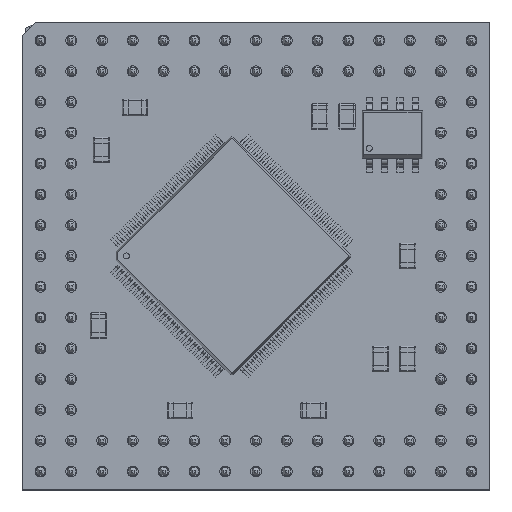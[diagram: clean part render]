
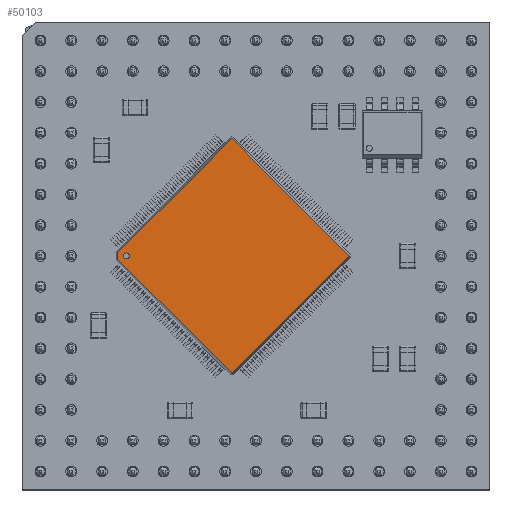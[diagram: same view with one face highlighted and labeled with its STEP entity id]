
A CAD part, top view. The second image highlights one B-rep face of the part: STEP entity #50103.
In plain terms, the highlighted planar face has unit normal (0, 0, 1).
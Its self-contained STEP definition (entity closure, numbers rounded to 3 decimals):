
#49395 = VERTEX_POINT('',#49396);
#49396 = CARTESIAN_POINT('',(-6.396,6.146,1.7));
#49402 = EDGE_CURVE('',#49395,#49403,#49405,.T.);
#49403 = VERTEX_POINT('',#49404);
#49404 = CARTESIAN_POINT('',(-5.896,6.146,1.7));
#49405 = CIRCLE('',#49406,0.25);
#49406 = AXIS2_PLACEMENT_3D('',#49407,#49408,#49409);
#49407 = CARTESIAN_POINT('',(-6.146,6.146,1.7));
#49408 = DIRECTION('',(0.,0.,-1.));
#49409 = DIRECTION('',(1.,0.,0.));
#49425 = EDGE_CURVE('',#49403,#49395,#49426,.T.);
#49426 = CIRCLE('',#49427,0.25);
#49427 = AXIS2_PLACEMENT_3D('',#49428,#49429,#49430);
#49428 = CARTESIAN_POINT('',(-6.146,6.146,1.7));
#49429 = DIRECTION('',(0.,0.,-1.));
#49430 = DIRECTION('',(1.,0.,0.));
#49837 = VERTEX_POINT('',#49838);
#49838 = CARTESIAN_POINT('',(-6.853,-6.8,1.7));
#49844 = EDGE_CURVE('',#49837,#49845,#49847,.T.);
#49845 = VERTEX_POINT('',#49846);
#49846 = CARTESIAN_POINT('',(-6.853,6.439,1.7));
#49847 = LINE('',#49848,#49849);
#49848 = CARTESIAN_POINT('',(-6.853,-6.8,1.7));
#49849 = VECTOR('',#49850,1.);
#49850 = DIRECTION('',(0.,1.,0.));
#49874 = EDGE_CURVE('',#49845,#49875,#49877,.T.);
#49875 = VERTEX_POINT('',#49876);
#49876 = CARTESIAN_POINT('',(-6.439,6.853,1.7));
#49877 = LINE('',#49878,#49879);
#49878 = CARTESIAN_POINT('',(-6.853,6.439,1.7));
#49879 = VECTOR('',#49880,1.);
#49880 = DIRECTION('',(0.707,0.707,0.));
#49906 = VERTEX_POINT('',#49907);
#49907 = CARTESIAN_POINT('',(-6.8,-6.853,1.7));
#49913 = EDGE_CURVE('',#49906,#49837,#49914,.T.);
#49914 = CIRCLE('',#49915,0.053);
#49915 = AXIS2_PLACEMENT_3D('',#49916,#49917,#49918);
#49916 = CARTESIAN_POINT('',(-6.8,-6.8,1.7));
#49917 = DIRECTION('',(0.,0.,-1.));
#49918 = DIRECTION('',(-0.707,-0.707,0.));
#49937 = VERTEX_POINT('',#49938);
#49938 = CARTESIAN_POINT('',(6.8,6.853,1.7));
#49946 = EDGE_CURVE('',#49875,#49937,#49947,.T.);
#49947 = LINE('',#49948,#49949);
#49948 = CARTESIAN_POINT('',(-6.439,6.853,1.7));
#49949 = VECTOR('',#49950,1.);
#49950 = DIRECTION('',(1.,0.,0.));
#49961 = VERTEX_POINT('',#49962);
#49962 = CARTESIAN_POINT('',(6.8,-6.853,1.7));
#49968 = EDGE_CURVE('',#49961,#49906,#49969,.T.);
#49969 = LINE('',#49970,#49971);
#49970 = CARTESIAN_POINT('',(6.8,-6.853,1.7));
#49971 = VECTOR('',#49972,1.);
#49972 = DIRECTION('',(-1.,0.,0.));
#49990 = VERTEX_POINT('',#49991);
#49991 = CARTESIAN_POINT('',(6.853,6.8,1.7));
#49999 = EDGE_CURVE('',#49937,#49990,#50000,.T.);
#50000 = CIRCLE('',#50001,0.053);
#50001 = AXIS2_PLACEMENT_3D('',#50002,#50003,#50004);
#50002 = CARTESIAN_POINT('',(6.8,6.8,1.7));
#50003 = DIRECTION('',(0.,0.,-1.));
#50004 = DIRECTION('',(0.707,0.707,0.));
#50015 = VERTEX_POINT('',#50016);
#50016 = CARTESIAN_POINT('',(6.853,-6.8,1.7));
#50022 = EDGE_CURVE('',#50015,#49961,#50023,.T.);
#50023 = CIRCLE('',#50024,0.053);
#50024 = AXIS2_PLACEMENT_3D('',#50025,#50026,#50027);
#50025 = CARTESIAN_POINT('',(6.8,-6.8,1.7));
#50026 = DIRECTION('',(0.,0.,-1.));
#50027 = DIRECTION('',(0.707,-0.707,0.));
#50040 = EDGE_CURVE('',#49990,#50015,#50041,.T.);
#50041 = LINE('',#50042,#50043);
#50042 = CARTESIAN_POINT('',(6.853,6.8,1.7));
#50043 = VECTOR('',#50044,1.);
#50044 = DIRECTION('',(0.,-1.,0.));
#50103 = ADVANCED_FACE('',(#50104,#50114),#50118,.T.);
#50104 = FACE_BOUND('',#50105,.T.);
#50105 = EDGE_LOOP('',(#50106,#50107,#50108,#50109,#50110,#50111,#50112,
    #50113));
#50106 = ORIENTED_EDGE('',*,*,#49844,.F.);
#50107 = ORIENTED_EDGE('',*,*,#49913,.F.);
#50108 = ORIENTED_EDGE('',*,*,#49968,.F.);
#50109 = ORIENTED_EDGE('',*,*,#50022,.F.);
#50110 = ORIENTED_EDGE('',*,*,#50040,.F.);
#50111 = ORIENTED_EDGE('',*,*,#49999,.F.);
#50112 = ORIENTED_EDGE('',*,*,#49946,.F.);
#50113 = ORIENTED_EDGE('',*,*,#49874,.F.);
#50114 = FACE_BOUND('',#50115,.T.);
#50115 = EDGE_LOOP('',(#50116,#50117));
#50116 = ORIENTED_EDGE('',*,*,#49425,.T.);
#50117 = ORIENTED_EDGE('',*,*,#49402,.T.);
#50118 = PLANE('',#50119);
#50119 = AXIS2_PLACEMENT_3D('',#50120,#50121,#50122);
#50120 = CARTESIAN_POINT('',(0.,0.,1.7));
#50121 = DIRECTION('',(0.,0.,1.));
#50122 = DIRECTION('',(0.,-1.,0.));
